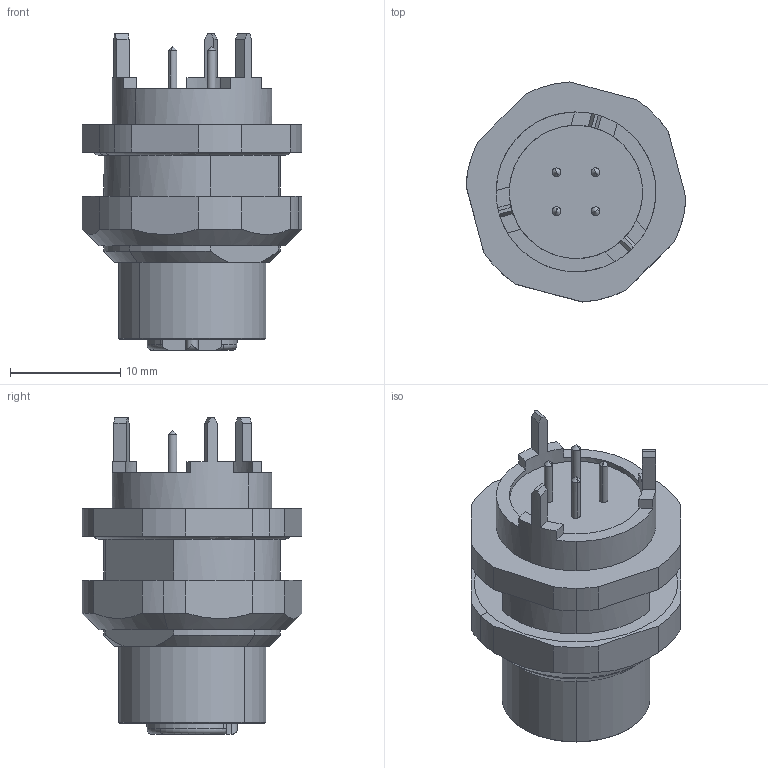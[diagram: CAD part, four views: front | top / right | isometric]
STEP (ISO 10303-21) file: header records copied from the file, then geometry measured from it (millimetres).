
FILE_DESCRIPTION(('CATIA V5R24 STEP','CAx-IF Rec.Pracs.--- Model Styling and Organization---1.2---2011-12-15'),'2;1');
FILE_NAME ('D1461775_0_2421970000_2421970000.stp','2017-04-21T07:29:43+00:00',('none'),('Weidmueller'),'CATIA Version 5-6 Release 2014 SP4 HF52','CATIA V5 STEP AP214','none');
FILE_SCHEMA(('AUTOMOTIVE_DESIGN { 1 0 10303 214 1 1 1 1 }'));
Length unit declared in the file: millimetre
Products named in the file (1): v5-standard_part
Bounding box: 19.97 x 19.97 x 28.75 mm (x, y, z)
Volume: 4290.8 mm3; surface area: 2521.2 mm2
Topology: 1 solids, 1 shells, 166 faces, 441 edges, 287 vertices
Faces by surface type: plane 72, cylinder 66, cone 20, torus 8
Entity records: 6041 total; most frequent: CARTESIAN_POINT 1944, ORIENTED_EDGE 866, DIRECTION 653, EDGE_CURVE 433, AXIS2_PLACEMENT_3D 299, VERTEX_POINT 287, VECTOR 188, LINE 188
